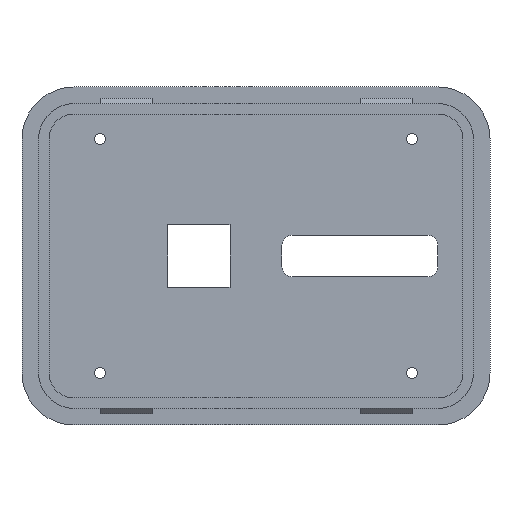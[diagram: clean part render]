
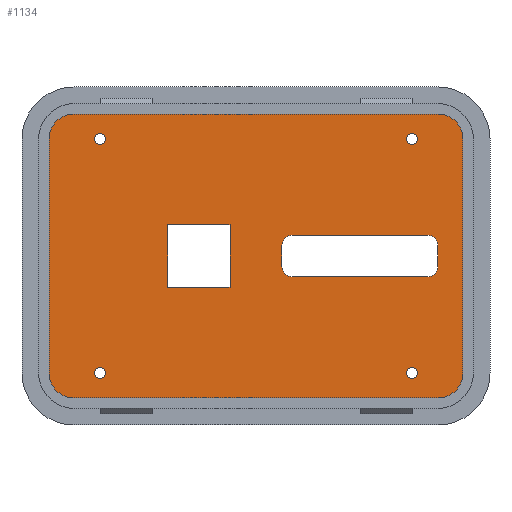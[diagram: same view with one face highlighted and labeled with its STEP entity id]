
A CAD part, front view. The second image highlights one B-rep face of the part: STEP entity #1134.
In plain terms, the highlighted planar face has unit normal (0, -1, 0).
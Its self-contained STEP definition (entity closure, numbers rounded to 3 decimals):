
#27=FACE_BOUND('',#205,.T.);
#28=FACE_BOUND('',#206,.T.);
#29=FACE_BOUND('',#207,.T.);
#30=FACE_BOUND('',#208,.T.);
#31=FACE_BOUND('',#209,.T.);
#32=FACE_BOUND('',#210,.T.);
#72=PLANE('',#1248);
#132=FACE_OUTER_BOUND('',#204,.T.);
#204=EDGE_LOOP('',(#1031,#1032,#1033,#1034,#1035,#1036,#1037,#1038));
#205=EDGE_LOOP('',(#1039));
#206=EDGE_LOOP('',(#1040));
#207=EDGE_LOOP('',(#1041));
#208=EDGE_LOOP('',(#1042));
#209=EDGE_LOOP('',(#1043,#1044,#1045,#1046,#1047,#1048,#1049,#1050));
#210=EDGE_LOOP('',(#1051,#1052,#1053,#1054));
#219=LINE('',#1606,#335);
#223=LINE('',#1618,#339);
#227=LINE('',#1630,#343);
#229=LINE('',#1638,#345);
#231=LINE('',#1643,#347);
#235=LINE('',#1651,#351);
#238=LINE('',#1657,#354);
#241=LINE('',#1662,#357);
#279=LINE('',#1743,#395);
#284=LINE('',#1757,#400);
#288=LINE('',#1769,#404);
#292=LINE('',#1781,#408);
#335=VECTOR('',#1291,10.);
#339=VECTOR('',#1303,10.);
#343=VECTOR('',#1315,10.);
#345=VECTOR('',#1325,10.);
#347=VECTOR('',#1329,10.);
#351=VECTOR('',#1335,10.);
#354=VECTOR('',#1340,10.);
#357=VECTOR('',#1345,10.);
#395=VECTOR('',#1417,10.);
#400=VECTOR('',#1430,10.);
#404=VECTOR('',#1442,10.);
#408=VECTOR('',#1454,10.);
#443=CIRCLE('',#1150,1.1);
#445=CIRCLE('',#1153,1.1);
#447=CIRCLE('',#1156,1.1);
#449=CIRCLE('',#1159,1.1);
#452=CIRCLE('',#1163,2.);
#454=CIRCLE('',#1167,2.);
#456=CIRCLE('',#1171,2.);
#458=CIRCLE('',#1175,2.);
#459=CIRCLE('',#1199,4.8);
#461=CIRCLE('',#1203,4.8);
#463=CIRCLE('',#1207,4.8);
#465=CIRCLE('',#1211,4.8);
#483=VERTEX_POINT('',#1569);
#485=VERTEX_POINT('',#1575);
#487=VERTEX_POINT('',#1581);
#489=VERTEX_POINT('',#1587);
#493=VERTEX_POINT('',#1596);
#494=VERTEX_POINT('',#1598);
#496=VERTEX_POINT('',#1604);
#498=VERTEX_POINT('',#1610);
#500=VERTEX_POINT('',#1616);
#502=VERTEX_POINT('',#1622);
#504=VERTEX_POINT('',#1628);
#506=VERTEX_POINT('',#1634);
#507=VERTEX_POINT('',#1641);
#508=VERTEX_POINT('',#1642);
#511=VERTEX_POINT('',#1650);
#513=VERTEX_POINT('',#1656);
#539=VERTEX_POINT('',#1741);
#540=VERTEX_POINT('',#1742);
#543=VERTEX_POINT('',#1750);
#545=VERTEX_POINT('',#1756);
#547=VERTEX_POINT('',#1762);
#549=VERTEX_POINT('',#1768);
#551=VERTEX_POINT('',#1774);
#553=VERTEX_POINT('',#1780);
#587=EDGE_CURVE('',#483,#483,#443,.T.);
#590=EDGE_CURVE('',#485,#485,#445,.T.);
#593=EDGE_CURVE('',#487,#487,#447,.T.);
#596=EDGE_CURVE('',#489,#489,#449,.T.);
#601=EDGE_CURVE('',#493,#494,#452,.T.);
#605=EDGE_CURVE('',#493,#496,#219,.T.);
#608=EDGE_CURVE('',#498,#496,#454,.T.);
#611=EDGE_CURVE('',#498,#500,#223,.T.);
#614=EDGE_CURVE('',#502,#500,#456,.T.);
#617=EDGE_CURVE('',#502,#504,#227,.T.);
#620=EDGE_CURVE('',#506,#504,#458,.T.);
#621=EDGE_CURVE('',#506,#494,#229,.T.);
#623=EDGE_CURVE('',#507,#508,#231,.T.);
#627=EDGE_CURVE('',#508,#511,#235,.T.);
#630=EDGE_CURVE('',#511,#513,#238,.T.);
#633=EDGE_CURVE('',#513,#507,#241,.T.);
#671=EDGE_CURVE('',#539,#540,#279,.T.);
#675=EDGE_CURVE('',#540,#543,#459,.T.);
#678=EDGE_CURVE('',#543,#545,#284,.T.);
#681=EDGE_CURVE('',#545,#547,#461,.T.);
#684=EDGE_CURVE('',#547,#549,#288,.T.);
#687=EDGE_CURVE('',#549,#551,#463,.T.);
#690=EDGE_CURVE('',#551,#553,#292,.T.);
#693=EDGE_CURVE('',#553,#539,#465,.T.);
#1031=ORIENTED_EDGE('',*,*,#671,.T.);
#1032=ORIENTED_EDGE('',*,*,#675,.T.);
#1033=ORIENTED_EDGE('',*,*,#678,.T.);
#1034=ORIENTED_EDGE('',*,*,#681,.T.);
#1035=ORIENTED_EDGE('',*,*,#684,.T.);
#1036=ORIENTED_EDGE('',*,*,#687,.T.);
#1037=ORIENTED_EDGE('',*,*,#690,.T.);
#1038=ORIENTED_EDGE('',*,*,#693,.T.);
#1039=ORIENTED_EDGE('',*,*,#587,.T.);
#1040=ORIENTED_EDGE('',*,*,#590,.T.);
#1041=ORIENTED_EDGE('',*,*,#593,.T.);
#1042=ORIENTED_EDGE('',*,*,#596,.T.);
#1043=ORIENTED_EDGE('',*,*,#611,.T.);
#1044=ORIENTED_EDGE('',*,*,#614,.F.);
#1045=ORIENTED_EDGE('',*,*,#617,.T.);
#1046=ORIENTED_EDGE('',*,*,#620,.F.);
#1047=ORIENTED_EDGE('',*,*,#621,.T.);
#1048=ORIENTED_EDGE('',*,*,#601,.F.);
#1049=ORIENTED_EDGE('',*,*,#605,.T.);
#1050=ORIENTED_EDGE('',*,*,#608,.F.);
#1051=ORIENTED_EDGE('',*,*,#623,.T.);
#1052=ORIENTED_EDGE('',*,*,#627,.T.);
#1053=ORIENTED_EDGE('',*,*,#630,.T.);
#1054=ORIENTED_EDGE('',*,*,#633,.T.);
#1134=ADVANCED_FACE('',(#132,#27,#28,#29,#30,#31,#32),#72,.F.);
#1150=AXIS2_PLACEMENT_3D('',#1570,#1253,#1254);
#1153=AXIS2_PLACEMENT_3D('',#1576,#1260,#1261);
#1156=AXIS2_PLACEMENT_3D('',#1582,#1267,#1268);
#1159=AXIS2_PLACEMENT_3D('',#1588,#1274,#1275);
#1163=AXIS2_PLACEMENT_3D('',#1599,#1284,#1285);
#1167=AXIS2_PLACEMENT_3D('',#1612,#1297,#1298);
#1171=AXIS2_PLACEMENT_3D('',#1624,#1309,#1310);
#1175=AXIS2_PLACEMENT_3D('',#1636,#1321,#1322);
#1199=AXIS2_PLACEMENT_3D('',#1751,#1423,#1424);
#1203=AXIS2_PLACEMENT_3D('',#1763,#1435,#1436);
#1207=AXIS2_PLACEMENT_3D('',#1775,#1447,#1448);
#1211=AXIS2_PLACEMENT_3D('',#1786,#1459,#1460);
#1248=AXIS2_PLACEMENT_3D('',#1887,#1565,#1566);
#1253=DIRECTION('center_axis',(0.,1.,0.));
#1254=DIRECTION('ref_axis',(1.,0.,0.));
#1260=DIRECTION('center_axis',(0.,1.,0.));
#1261=DIRECTION('ref_axis',(1.,0.,0.));
#1267=DIRECTION('center_axis',(0.,1.,0.));
#1268=DIRECTION('ref_axis',(1.,0.,0.));
#1274=DIRECTION('center_axis',(0.,1.,0.));
#1275=DIRECTION('ref_axis',(1.,0.,0.));
#1284=DIRECTION('center_axis',(0.,-1.,0.));
#1285=DIRECTION('ref_axis',(0.707,0.,0.707));
#1291=DIRECTION('',(0.,0.,-1.));
#1297=DIRECTION('center_axis',(0.,-1.,0.));
#1298=DIRECTION('ref_axis',(0.707,0.,-0.707));
#1303=DIRECTION('',(-1.,0.,0.));
#1309=DIRECTION('center_axis',(0.,-1.,0.));
#1310=DIRECTION('ref_axis',(-0.707,0.,-0.707));
#1315=DIRECTION('',(0.,0.,1.));
#1321=DIRECTION('center_axis',(0.,-1.,0.));
#1322=DIRECTION('ref_axis',(-0.707,0.,0.707));
#1325=DIRECTION('',(1.,0.,0.));
#1329=DIRECTION('',(0.,0.,-1.));
#1335=DIRECTION('',(-1.,0.,0.));
#1340=DIRECTION('',(0.,0.,1.));
#1345=DIRECTION('',(1.,0.,0.));
#1417=DIRECTION('',(0.,0.,-1.));
#1423=DIRECTION('center_axis',(0.,-1.,0.));
#1424=DIRECTION('ref_axis',(-1.,0.,0.));
#1430=DIRECTION('',(1.,0.,0.));
#1435=DIRECTION('center_axis',(0.,-1.,0.));
#1436=DIRECTION('ref_axis',(0.,0.,-1.));
#1442=DIRECTION('',(0.,0.,1.));
#1447=DIRECTION('center_axis',(0.,-1.,0.));
#1448=DIRECTION('ref_axis',(1.,0.,0.));
#1454=DIRECTION('',(-1.,0.,0.));
#1459=DIRECTION('center_axis',(0.,-1.,0.));
#1460=DIRECTION('ref_axis',(0.,0.,1.));
#1565=DIRECTION('center_axis',(0.,1.,0.));
#1566=DIRECTION('ref_axis',(1.,0.,0.));
#1569=CARTESIAN_POINT('',(28.9,0.,22.5));
#1570=CARTESIAN_POINT('Origin',(30.,0.,22.5));
#1575=CARTESIAN_POINT('',(28.9,0.,-22.5));
#1576=CARTESIAN_POINT('Origin',(30.,0.,-22.5));
#1581=CARTESIAN_POINT('',(-31.1,0.,22.5));
#1582=CARTESIAN_POINT('Origin',(-30.,0.,22.5));
#1587=CARTESIAN_POINT('',(-31.1,0.,-22.5));
#1588=CARTESIAN_POINT('Origin',(-30.,0.,-22.5));
#1596=CARTESIAN_POINT('',(35.,0.,2.));
#1598=CARTESIAN_POINT('',(33.,0.,4.));
#1599=CARTESIAN_POINT('Origin',(33.,0.,2.));
#1604=CARTESIAN_POINT('',(35.,0.,-2.));
#1606=CARTESIAN_POINT('',(35.,0.,-2.));
#1610=CARTESIAN_POINT('',(33.,0.,-4.));
#1612=CARTESIAN_POINT('Origin',(33.,0.,-2.));
#1616=CARTESIAN_POINT('',(7.,0.,-4.));
#1618=CARTESIAN_POINT('',(2.5,0.,-4.));
#1622=CARTESIAN_POINT('',(5.,0.,-2.));
#1624=CARTESIAN_POINT('Origin',(7.,0.,-2.));
#1628=CARTESIAN_POINT('',(5.,0.,2.));
#1630=CARTESIAN_POINT('',(5.,0.,2.));
#1634=CARTESIAN_POINT('',(7.,0.,4.));
#1636=CARTESIAN_POINT('Origin',(7.,0.,2.));
#1638=CARTESIAN_POINT('',(17.5,0.,4.));
#1641=CARTESIAN_POINT('',(-5.,0.,6.));
#1642=CARTESIAN_POINT('',(-5.,0.,-6.));
#1643=CARTESIAN_POINT('',(-5.,0.,-3.));
#1650=CARTESIAN_POINT('',(-17.,0.,-6.));
#1651=CARTESIAN_POINT('',(-8.5,0.,-6.));
#1656=CARTESIAN_POINT('',(-17.,0.,6.));
#1657=CARTESIAN_POINT('',(-17.,0.,3.));
#1662=CARTESIAN_POINT('',(-2.5,0.,6.));
#1741=CARTESIAN_POINT('',(-39.8,0.,22.5));
#1742=CARTESIAN_POINT('',(-39.8,0.,-22.5));
#1743=CARTESIAN_POINT('',(-39.8,0.,-11.25));
#1750=CARTESIAN_POINT('',(-35.,0.,-27.3));
#1751=CARTESIAN_POINT('Origin',(-35.,0.,-22.5));
#1756=CARTESIAN_POINT('',(35.,0.,-27.3));
#1757=CARTESIAN_POINT('',(17.5,0.,-27.3));
#1762=CARTESIAN_POINT('',(39.8,0.,-22.5));
#1763=CARTESIAN_POINT('Origin',(35.,0.,-22.5));
#1768=CARTESIAN_POINT('',(39.8,0.,22.5));
#1769=CARTESIAN_POINT('',(39.8,0.,11.25));
#1774=CARTESIAN_POINT('',(35.,0.,27.3));
#1775=CARTESIAN_POINT('Origin',(35.,0.,22.5));
#1780=CARTESIAN_POINT('',(-35.,0.,27.3));
#1781=CARTESIAN_POINT('',(-17.5,0.,27.3));
#1786=CARTESIAN_POINT('Origin',(-35.,0.,22.5));
#1887=CARTESIAN_POINT('Origin',(0.,0.,0.));
